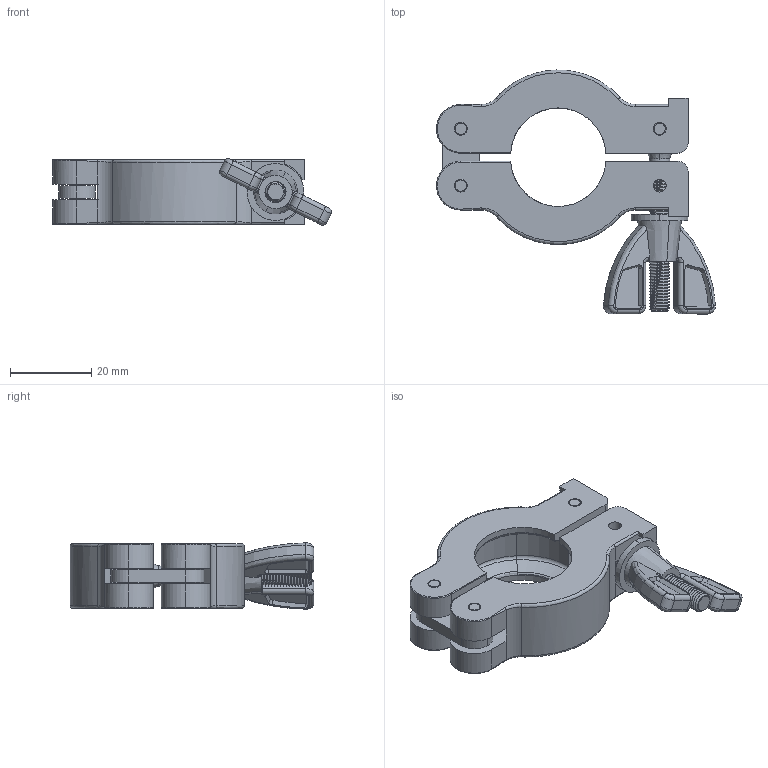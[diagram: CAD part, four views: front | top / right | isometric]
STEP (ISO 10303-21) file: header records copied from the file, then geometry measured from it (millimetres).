
FILE_DESCRIPTION (( 'STEP AP214' ), '1' );
FILE_NAME ('KF16-C-Assy.STEP', '2010-10-14T15:46:22', ( 'Hositrad' ), ( 'Hositrad' ), 'SwSTEP 2.0', 'SolidWorks 2010', '' );
FILE_SCHEMA (( 'AUTOMOTIVE_DESIGN' ));
Length unit declared in the file: millimetre
Products named in the file (7): KF16-C-Assy; Part-Half; Pin-dowel; Hinge; Bolt; Washer DIN 6903_DIN 6903-A5.4; WingNut
Assembly tree (9 placements, depth 2):
  KF16-C-Assy
    Bolt
    Part-Half  x2
    Pin-dowel  x3
    Hinge
    Washer DIN 6903_DIN 6903-A5.4
    WingNut
Bounding box: 68.76 x 60.12 x 16.35 mm (x, y, z)
Volume: 19248.2 mm3; surface area: 13982.4 mm2
Topology: 9 solids, 9 shells, 419 faces, 1115 edges, 716 vertices
Faces by surface type: cylinder 193, plane 91, cone 55, torus 50, bspline 30
Entity records: 15586 total; most frequent: CARTESIAN_POINT 7809, ORIENTED_EDGE 1736, DIRECTION 1447, EDGE_CURVE 868, AXIS2_PLACEMENT_3D 562, VERTEX_POINT 559, EDGE_LOOP 343, ADVANCED_FACE 323
